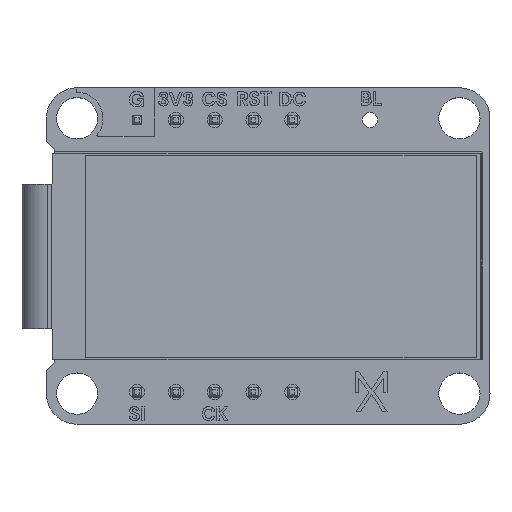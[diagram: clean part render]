
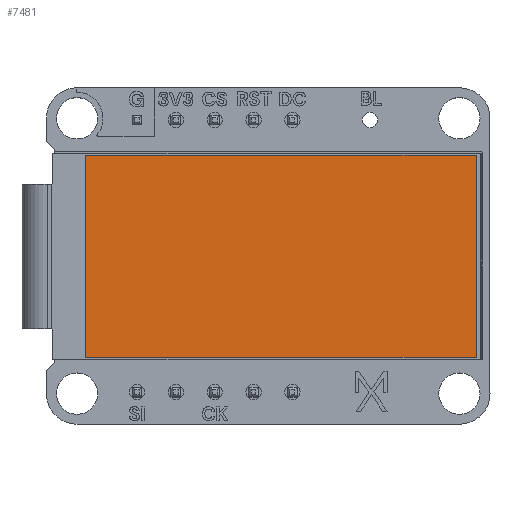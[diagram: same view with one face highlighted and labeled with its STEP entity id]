
A CAD part, top view. The second image highlights one B-rep face of the part: STEP entity #7481.
In plain terms, the highlighted face is planar.
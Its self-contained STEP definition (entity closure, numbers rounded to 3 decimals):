
#7372 = VERTEX_POINT('',#7373);
#7373 = CARTESIAN_POINT('',(49.848,25.801,-0.1));
#7379 = EDGE_CURVE('',#7380,#7372,#7382,.T.);
#7380 = VERTEX_POINT('',#7381);
#7381 = CARTESIAN_POINT('',(36.651,25.801,-0.1));
#7382 = LINE('',#7383,#7384);
#7383 = CARTESIAN_POINT('',(49.848,25.801,-0.1));
#7384 = VECTOR('',#7385,1.);
#7385 = DIRECTION('',(1.,0.,0.));
#7410 = EDGE_CURVE('',#7411,#7380,#7413,.T.);
#7411 = VERTEX_POINT('',#7412);
#7412 = CARTESIAN_POINT('',(36.651,0.281,-0.1));
#7413 = LINE('',#7414,#7415);
#7414 = CARTESIAN_POINT('',(36.651,25.801,-0.1));
#7415 = VECTOR('',#7416,1.);
#7416 = DIRECTION('',(0.,1.,0.));
#7441 = EDGE_CURVE('',#7442,#7411,#7444,.T.);
#7442 = VERTEX_POINT('',#7443);
#7443 = CARTESIAN_POINT('',(49.848,0.281,-0.1));
#7444 = LINE('',#7445,#7446);
#7445 = CARTESIAN_POINT('',(36.651,0.281,-0.1));
#7446 = VECTOR('',#7447,1.);
#7447 = DIRECTION('',(-1.,0.,0.));
#7470 = EDGE_CURVE('',#7372,#7442,#7471,.T.);
#7471 = LINE('',#7472,#7473);
#7472 = CARTESIAN_POINT('',(49.848,0.281,-0.1));
#7473 = VECTOR('',#7474,1.);
#7474 = DIRECTION('',(0.,-1.,0.));
#7481 = ADVANCED_FACE('',(#7482),#7488,.T.);
#7482 = FACE_BOUND('',#7483,.T.);
#7483 = EDGE_LOOP('',(#7484,#7485,#7486,#7487));
#7484 = ORIENTED_EDGE('',*,*,#7470,.T.);
#7485 = ORIENTED_EDGE('',*,*,#7441,.T.);
#7486 = ORIENTED_EDGE('',*,*,#7410,.T.);
#7487 = ORIENTED_EDGE('',*,*,#7379,.T.);
#7488 = PLANE('',#7489);
#7489 = AXIS2_PLACEMENT_3D('',#7490,#7491,#7492);
#7490 = CARTESIAN_POINT('',(43.25,13.041,-0.1));
#7491 = DIRECTION('',(0.,0.,-1.));
#7492 = DIRECTION('',(-1.,0.,0.));
